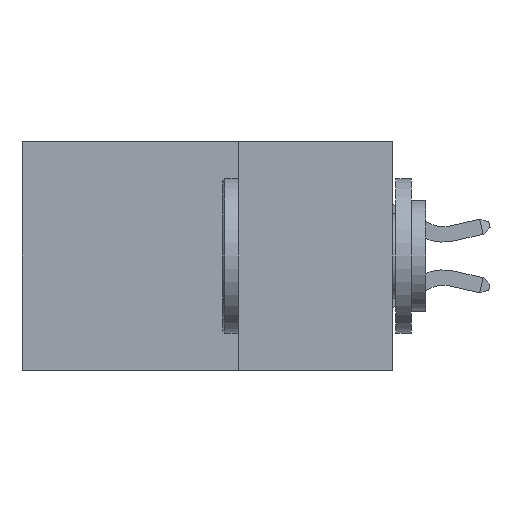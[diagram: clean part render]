
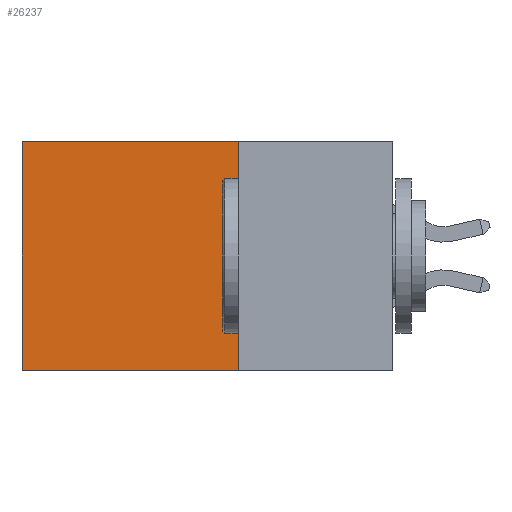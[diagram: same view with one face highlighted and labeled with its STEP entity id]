
A CAD part, left-side view. The second image highlights one B-rep face of the part: STEP entity #26237.
In plain terms, the highlighted planar face has unit normal (-1, 0, 0).
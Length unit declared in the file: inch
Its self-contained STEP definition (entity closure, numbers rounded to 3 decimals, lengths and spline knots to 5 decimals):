
#663 = DIRECTION ( 'NONE',  ( 1., 0., 0. ) ) ;
#672 = VERTEX_POINT ( 'NONE', #973 ) ;
#973 = CARTESIAN_POINT ( 'NONE',  ( 0.2875, 0.6, 0. ) ) ;
#1510 = DIRECTION ( 'NONE',  ( 0., 0., -1. ) ) ;
#2068 = DIRECTION ( 'NONE',  ( 0., 0., -1. ) ) ;
#4134 = DIRECTION ( 'NONE',  ( 0., 1., 0. ) ) ;
#5022 = EDGE_CURVE ( 'NONE', #672, #30098, #28179, .T. ) ;
#8727 = ORIENTED_EDGE ( 'NONE', *, *, #5022, .T. ) ;
#10575 = VECTOR ( 'NONE', #4134, 39.37008 ) ;
#14049 = ORIENTED_EDGE ( 'NONE', *, *, #23579, .F. ) ;
#14452 = VECTOR ( 'NONE', #2068, 39.37008 ) ;
#15679 = LINE ( 'NONE', #18859, #38992 ) ;
#17248 = CARTESIAN_POINT ( 'NONE',  ( 0.2875, 0.6, 0. ) ) ;
#18211 = CARTESIAN_POINT ( 'NONE',  ( 0.2875, 0.6, -0.37 ) ) ;
#18859 = CARTESIAN_POINT ( 'NONE',  ( 0.2875, 0.25, -0.37 ) ) ;
#19130 = EDGE_CURVE ( 'NONE', #21316, #672, #29412, .T. ) ;
#19637 = CARTESIAN_POINT ( 'NONE',  ( 0.2875, 0.25, 0. ) ) ;
#19888 = CARTESIAN_POINT ( 'NONE',  ( 0.2875, 0.25, 0. ) ) ;
#21316 = VERTEX_POINT ( 'NONE', #40065 ) ;
#22678 = EDGE_LOOP ( 'NONE', ( #8727, #39850, #14049, #30841 ) ) ;
#22824 = DIRECTION ( 'NONE',  ( 0., 0., -1. ) ) ;
#23101 = AXIS2_PLACEMENT_3D ( 'NONE', #19637, #663, #22824 ) ;
#23343 = LINE ( 'NONE', #24181, #14452 ) ;
#23579 = EDGE_CURVE ( 'NONE', #21316, #39769, #23343, .T. ) ;
#23659 = FACE_OUTER_BOUND ( 'NONE', #22678, .T. ) ;
#24181 = CARTESIAN_POINT ( 'NONE',  ( 0.2875, 0.25, 0. ) ) ;
#26237 = ADVANCED_FACE ( 'NONE', ( #23659 ), #38589, .F. ) ;
#27159 = VECTOR ( 'NONE', #1510, 39.37008 ) ;
#28179 = LINE ( 'NONE', #17248, #27159 ) ;
#28404 = DIRECTION ( 'NONE',  ( 0., 1., 0. ) ) ;
#29412 = LINE ( 'NONE', #19888, #10575 ) ;
#30098 = VERTEX_POINT ( 'NONE', #18211 ) ;
#30841 = ORIENTED_EDGE ( 'NONE', *, *, #19130, .T. ) ;
#30878 = EDGE_CURVE ( 'NONE', #39769, #30098, #15679, .T. ) ;
#38589 = PLANE ( 'NONE',  #23101 ) ;
#38992 = VECTOR ( 'NONE', #28404, 39.37008 ) ;
#39769 = VERTEX_POINT ( 'NONE', #40782 ) ;
#39850 = ORIENTED_EDGE ( 'NONE', *, *, #30878, .F. ) ;
#40065 = CARTESIAN_POINT ( 'NONE',  ( 0.2875, 0.25, 0. ) ) ;
#40782 = CARTESIAN_POINT ( 'NONE',  ( 0.2875, 0.25, -0.37 ) ) ;
